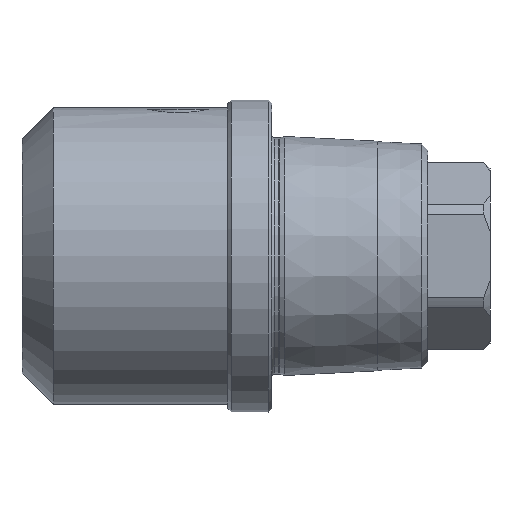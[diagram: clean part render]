
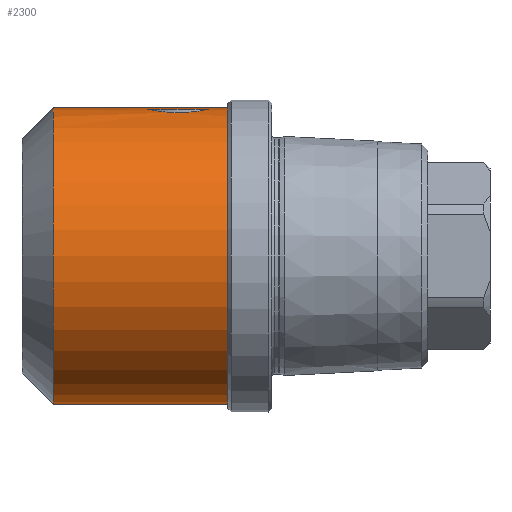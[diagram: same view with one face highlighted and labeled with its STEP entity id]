
A CAD part, left-side view. The second image highlights one B-rep face of the part: STEP entity #2300.
In plain terms, the highlighted cylindrical face has radius 23.75 mm (diameter 47.5 mm), a partial arc.
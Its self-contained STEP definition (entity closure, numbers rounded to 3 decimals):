
#11=DIRECTION('',(0.,-1.,0.));
#12=VECTOR('',#11,28.);
#13=CARTESIAN_POINT('',(0.,35.,23.75));
#14=LINE('',#13,#12);
#15=DIRECTION('',(0.,-1.,0.));
#16=VECTOR('',#15,28.);
#17=CARTESIAN_POINT('',(0.,35.,-23.75));
#18=LINE('',#17,#16);
#57=CARTESIAN_POINT('',(0.,7.,0.));
#58=DIRECTION('',(0.,-1.,0.));
#59=DIRECTION('',(0.,0.,1.));
#60=AXIS2_PLACEMENT_3D('',#57,#58,#59);
#839=CARTESIAN_POINT('',(-3.437,19.918,23.5));
#840=CARTESIAN_POINT('',(-3.597,19.807,23.477));
#841=CARTESIAN_POINT('',(-3.903,19.569,23.428));
#842=CARTESIAN_POINT('',(-4.33,19.167,23.353));
#843=CARTESIAN_POINT('',(-4.713,18.728,23.279));
#844=CARTESIAN_POINT('',(-5.052,18.255,23.207));
#845=CARTESIAN_POINT('',(-5.341,17.753,23.142));
#846=CARTESIAN_POINT('',(-5.581,17.229,23.085));
#847=CARTESIAN_POINT('',(-5.768,16.686,23.039));
#848=CARTESIAN_POINT('',(-5.902,16.131,23.005));
#849=CARTESIAN_POINT('',(-5.982,15.567,22.984));
#850=CARTESIAN_POINT('',(-6.009,15.,22.977));
#851=CARTESIAN_POINT('',(-5.982,14.433,22.984));
#852=CARTESIAN_POINT('',(-5.902,13.869,23.005));
#853=CARTESIAN_POINT('',(-5.768,13.314,23.039));
#854=CARTESIAN_POINT('',(-5.581,12.771,23.085));
#855=CARTESIAN_POINT('',(-5.341,12.247,23.142));
#856=CARTESIAN_POINT('',(-5.051,11.745,23.207));
#857=CARTESIAN_POINT('',(-4.713,11.272,23.279));
#858=CARTESIAN_POINT('',(-4.33,10.833,23.353));
#859=CARTESIAN_POINT('',(-3.903,10.431,23.428));
#860=CARTESIAN_POINT('',(-3.597,10.193,23.477));
#861=CARTESIAN_POINT('',(-3.437,10.082,23.5));
#863=DIRECTION('',(0.,-1.,0.));
#864=VECTOR('',#863,9.836);
#865=CARTESIAN_POINT('',(-3.437,19.918,23.5));
#866=LINE('',#865,#864);
#867=CARTESIAN_POINT('',(0.,35.,0.));
#868=DIRECTION('',(0.,-1.,0.));
#869=DIRECTION('',(0.,0.,1.));
#870=AXIS2_PLACEMENT_3D('',#867,#868,#869);
#1023=CARTESIAN_POINT('',(0.,35.,23.75));
#1024=CARTESIAN_POINT('',(0.,35.,-23.75));
#1025=VERTEX_POINT('',#1023);
#1026=VERTEX_POINT('',#1024);
#1031=CARTESIAN_POINT('',(0.,7.,23.75));
#1032=CARTESIAN_POINT('',(0.,7.,-23.75));
#1033=VERTEX_POINT('',#1031);
#1034=VERTEX_POINT('',#1032);
#1035=VERTEX_POINT('',#839);
#1036=VERTEX_POINT('',#861);
#2282=CARTESIAN_POINT('',(0.,41.65,0.));
#2283=DIRECTION('',(0.,-1.,0.));
#2284=DIRECTION('',(0.,0.,1.));
#2285=AXIS2_PLACEMENT_3D('',#2282,#2283,#2284);
#2286=CYLINDRICAL_SURFACE('',#2285,23.75);
#2287=ORIENTED_EDGE('',*,*,#1189,.T.);
#2288=ORIENTED_EDGE('',*,*,#1167,.F.);
#2290=ORIENTED_EDGE('',*,*,#2289,.F.);
#2291=ORIENTED_EDGE('',*,*,#1164,.T.);
#2292=EDGE_LOOP('',(#2287,#2288,#2290,#2291));
#2293=FACE_OUTER_BOUND('',#2292,.F.);
#2295=ORIENTED_EDGE('',*,*,#2294,.T.);
#2297=ORIENTED_EDGE('',*,*,#2296,.F.);
#2298=EDGE_LOOP('',(#2295,#2297));
#2299=FACE_BOUND('',#2298,.F.);
#2300=ADVANCED_FACE('',(#2293,#2299),#2286,.T.);
#61=CIRCLE('',#60,23.75);
#862=B_SPLINE_CURVE_WITH_KNOTS('',3,(#839,#840,#841,#842,#843,#844,#845,#846,
#847,#848,#849,#850,#851,#852,#853,#854,#855,#856,#857,#858,#859,#860,#861),
.UNSPECIFIED.,.F.,.F.,(4,1,1,1,1,1,1,1,1,1,1,1,1,1,1,1,1,1,1,1,4),(0.,0.05,
0.1,0.15,0.2,0.25,0.3,0.35,0.4,0.45,0.5,0.55,0.6,0.65,
0.7,0.75,0.8,0.85,0.9,0.95,1.),.UNSPECIFIED.);
#871=CIRCLE('',#870,23.75);
#1164=EDGE_CURVE('',#1025,#1033,#14,.T.);
#1167=EDGE_CURVE('',#1026,#1034,#18,.T.);
#1189=EDGE_CURVE('',#1033,#1034,#61,.T.);
#2289=EDGE_CURVE('',#1025,#1026,#871,.T.);
#2294=EDGE_CURVE('',#1035,#1036,#862,.T.);
#2296=EDGE_CURVE('',#1035,#1036,#866,.T.);
